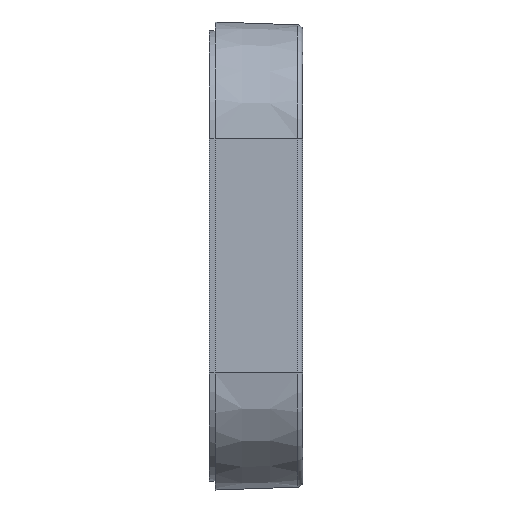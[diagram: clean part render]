
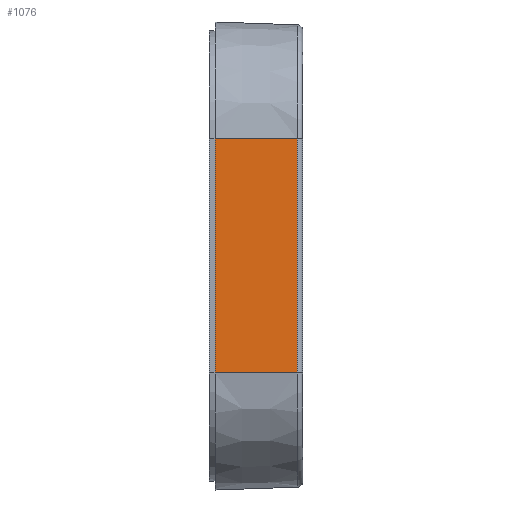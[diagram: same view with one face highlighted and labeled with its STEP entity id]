
A CAD part, left-side view. The second image highlights one B-rep face of the part: STEP entity #1076.
In plain terms, the highlighted planar face has unit normal (-0.999, -0.035, 0).
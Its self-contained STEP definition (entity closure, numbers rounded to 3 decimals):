
#302 = VERTEX_POINT('',#303);
#303 = CARTESIAN_POINT('',(-60.,15.,-20.));
#310 = EDGE_CURVE('',#311,#302,#313,.T.);
#311 = VERTEX_POINT('',#312);
#312 = CARTESIAN_POINT('',(-60.,15.,20.));
#313 = LINE('',#314,#315);
#314 = CARTESIAN_POINT('',(-60.,15.,-20.));
#315 = VECTOR('',#316,1.);
#316 = DIRECTION('',(0.,0.,-1.));
#1056 = VERTEX_POINT('',#1057);
#1057 = CARTESIAN_POINT('',(-59.51,0.965,20.));
#1066 = EDGE_CURVE('',#1056,#311,#1067,.T.);
#1067 = LINE('',#1068,#1069);
#1068 = CARTESIAN_POINT('',(-59.477,0.009,20.));
#1069 = VECTOR('',#1070,1.);
#1070 = DIRECTION('',(-0.035,0.999,0.));
#1076 = ADVANCED_FACE('',(#1077),#1095,.T.);
#1077 = FACE_BOUND('',#1078,.T.);
#1078 = EDGE_LOOP('',(#1079,#1080,#1088,#1094));
#1079 = ORIENTED_EDGE('',*,*,#310,.T.);
#1080 = ORIENTED_EDGE('',*,*,#1081,.F.);
#1081 = EDGE_CURVE('',#1082,#302,#1084,.T.);
#1082 = VERTEX_POINT('',#1083);
#1083 = CARTESIAN_POINT('',(-59.51,0.965,-20.));
#1084 = LINE('',#1085,#1086);
#1085 = CARTESIAN_POINT('',(-59.477,0.009,-20.));
#1086 = VECTOR('',#1087,1.);
#1087 = DIRECTION('',(-0.035,0.999,0.));
#1088 = ORIENTED_EDGE('',*,*,#1089,.F.);
#1089 = EDGE_CURVE('',#1056,#1082,#1090,.T.);
#1090 = LINE('',#1091,#1092);
#1091 = CARTESIAN_POINT('',(-59.51,0.965,-10.));
#1092 = VECTOR('',#1093,1.);
#1093 = DIRECTION('',(0.,0.,-1.));
#1094 = ORIENTED_EDGE('',*,*,#1066,.T.);
#1095 = PLANE('',#1096);
#1096 = AXIS2_PLACEMENT_3D('',#1097,#1098,#1099);
#1097 = CARTESIAN_POINT('',(-59.477,0.009,-20.));
#1098 = DIRECTION('',(-0.999,-0.035,0.));
#1099 = DIRECTION('',(0.,0.,1.));
